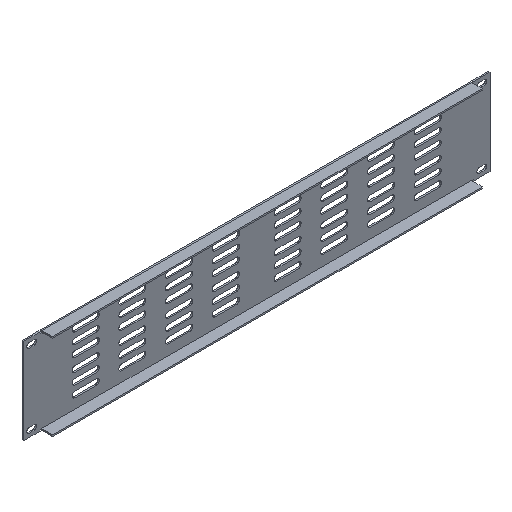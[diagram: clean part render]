
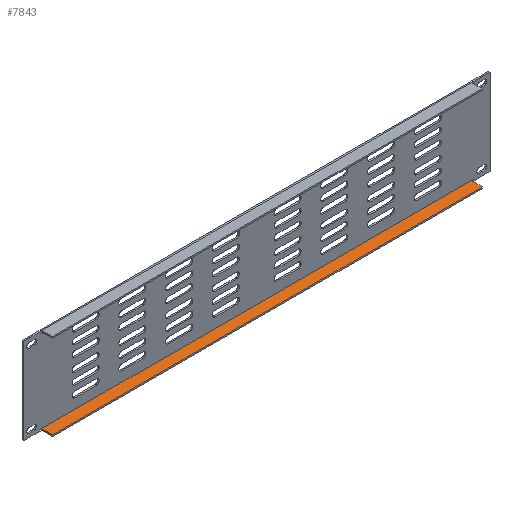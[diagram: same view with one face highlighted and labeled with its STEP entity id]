
A CAD part, isometric view. The second image highlights one B-rep face of the part: STEP entity #7843.
In plain terms, the highlighted planar face has unit normal (0, -0.023, 1).
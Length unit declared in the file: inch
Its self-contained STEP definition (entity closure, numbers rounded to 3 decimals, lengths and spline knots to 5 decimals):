
#252 = EDGE_CURVE ( 'NONE', #4309, #5119, #2364, .T. ) ;
#481 = VECTOR ( 'NONE', #6406, 39.37008 ) ;
#571 = CARTESIAN_POINT ( 'NONE',  ( -8.74016, -0.4626, -1.70274 ) ) ;
#733 = VECTOR ( 'NONE', #11777, 39.37008 ) ;
#754 = ORIENTED_EDGE ( 'NONE', *, *, #252, .F. ) ;
#759 = DIRECTION ( 'NONE',  ( 0., 0.023, -1. ) ) ;
#2364 = LINE ( 'NONE', #11806, #481 ) ;
#2582 = AXIS2_PLACEMENT_3D ( 'NONE', #9751, #759, #8893 ) ;
#2716 = EDGE_LOOP ( 'NONE', ( #7669, #754, #6779, #5448 ) ) ;
#2989 = DIRECTION ( 'NONE',  ( 0., -1., -0.023 ) ) ;
#3423 = PLANE ( 'NONE',  #2582 ) ;
#3537 = DIRECTION ( 'NONE',  ( -1., 0., 0. ) ) ;
#3704 = CARTESIAN_POINT ( 'NONE',  ( 8.74016, -0.02953, -1.6929 ) ) ;
#3826 = CARTESIAN_POINT ( 'NONE',  ( 8.74016, -0.02953, -1.6929 ) ) ;
#3982 = LINE ( 'NONE', #6702, #6103 ) ;
#4309 = VERTEX_POINT ( 'NONE', #10250 ) ;
#4420 = CARTESIAN_POINT ( 'NONE',  ( 8.74016, -0.02953, -1.6929 ) ) ;
#4535 = VECTOR ( 'NONE', #3537, 39.37008 ) ;
#5119 = VERTEX_POINT ( 'NONE', #571 ) ;
#5276 = VERTEX_POINT ( 'NONE', #3826 ) ;
#5448 = ORIENTED_EDGE ( 'NONE', *, *, #10440, .T. ) ;
#6103 = VECTOR ( 'NONE', #2989, 39.37008 ) ;
#6406 = DIRECTION ( 'NONE',  ( -1., 0., 0. ) ) ;
#6476 = FACE_OUTER_BOUND ( 'NONE', #2716, .T. ) ;
#6702 = CARTESIAN_POINT ( 'NONE',  ( -8.74016, -0.02953, -1.6929 ) ) ;
#6779 = ORIENTED_EDGE ( 'NONE', *, *, #7911, .F. ) ;
#7399 = CARTESIAN_POINT ( 'NONE',  ( -8.74016, -0.02953, -1.6929 ) ) ;
#7497 = VERTEX_POINT ( 'NONE', #7399 ) ;
#7669 = ORIENTED_EDGE ( 'NONE', *, *, #8990, .T. ) ;
#7843 = ADVANCED_FACE ( 'NONE', ( #6476 ), #3423, .F. ) ;
#7911 = EDGE_CURVE ( 'NONE', #5276, #4309, #10415, .T. ) ;
#8893 = DIRECTION ( 'NONE',  ( 0., 1., 0.023 ) ) ;
#8990 = EDGE_CURVE ( 'NONE', #7497, #5119, #3982, .T. ) ;
#9751 = CARTESIAN_POINT ( 'NONE',  ( 8.74016, -0.02953, -1.6929 ) ) ;
#10250 = CARTESIAN_POINT ( 'NONE',  ( 8.74016, -0.4626, -1.70274 ) ) ;
#10415 = LINE ( 'NONE', #3704, #733 ) ;
#10440 = EDGE_CURVE ( 'NONE', #5276, #7497, #11467, .T. ) ;
#11467 = LINE ( 'NONE', #4420, #4535 ) ;
#11777 = DIRECTION ( 'NONE',  ( 0., -1., -0.023 ) ) ;
#11806 = CARTESIAN_POINT ( 'NONE',  ( 8.74016, -0.4626, -1.70274 ) ) ;
